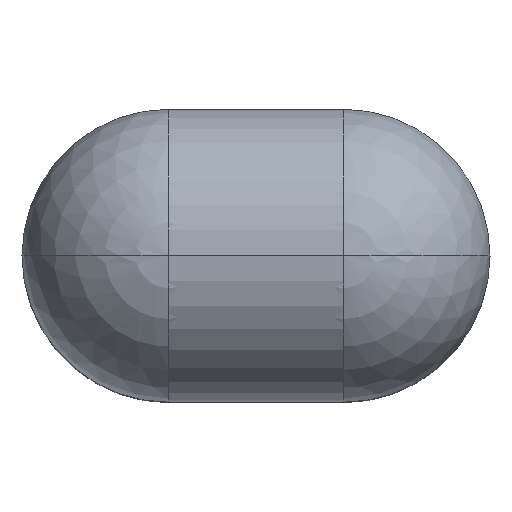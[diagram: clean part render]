
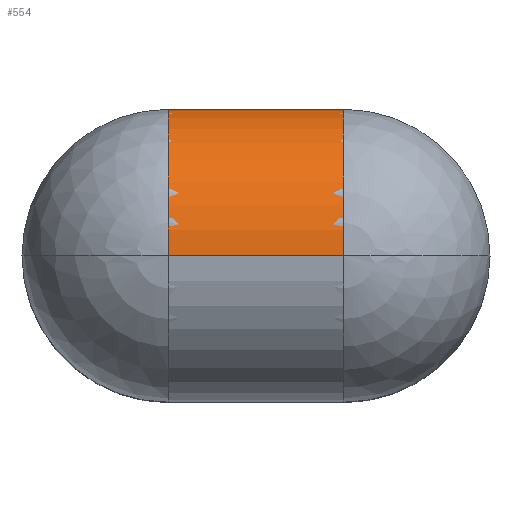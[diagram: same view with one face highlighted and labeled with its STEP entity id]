
A CAD part, top view. The second image highlights one B-rep face of the part: STEP entity #554.
In plain terms, the highlighted cylindrical face has radius 1.59 mm (diameter 3.18 mm), a partial arc.
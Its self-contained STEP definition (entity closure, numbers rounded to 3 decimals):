
#463=CARTESIAN_POINT('',(-0.95,0.,8.12));
#464=VERTEX_POINT('',#463);
#465=CARTESIAN_POINT('',(0.95,0.,8.12));
#466=VERTEX_POINT('',#465);
#467=CARTESIAN_POINT('',(-0.95,0.,8.12));
#468=DIRECTION('',(1.0,0.0,0.0));
#469=VECTOR('',#468,1.9);
#470=LINE('',#467,#469);
#471=EDGE_CURVE('',#464,#466,#470,.T.);
#505=CARTESIAN_POINT('',(0.95,1.59,6.53));
#506=VERTEX_POINT('',#505);
#514=CARTESIAN_POINT('',(-0.95,1.59,6.53));
#515=VERTEX_POINT('',#514);
#522=CARTESIAN_POINT('',(-0.95,1.59,6.53));
#523=DIRECTION('',(1.0,0.0,0.0));
#524=VECTOR('',#523,1.9);
#525=LINE('',#522,#524);
#526=EDGE_CURVE('',#515,#506,#525,.T.);
#531=CARTESIAN_POINT('',(-1.045,0.,6.53));
#532=DIRECTION('',(1.0,0.0,0.0));
#533=DIRECTION('',(0.0,0.0,1.0));
#534=AXIS2_PLACEMENT_3D('',#531,#532,#533);
#535=CYLINDRICAL_SURFACE('',#534,1.59);
#536=ORIENTED_EDGE('',*,*,#471,.T.);
#537=CARTESIAN_POINT('',(0.95,0.,6.53));
#538=DIRECTION('',(-1.0,0.0,0.0));
#539=DIRECTION('',(0.0,0.0,1.0));
#540=AXIS2_PLACEMENT_3D('',#537,#538,#539);
#541=CIRCLE('',#540,1.59);
#542=EDGE_CURVE('',#466,#506,#541,.T.);
#543=ORIENTED_EDGE('',*,*,#542,.T.);
#544=ORIENTED_EDGE('',*,*,#526,.F.);
#545=CARTESIAN_POINT('',(-0.95,0.,6.53));
#546=DIRECTION('',(1.0,0.0,0.0));
#547=DIRECTION('',(0.0,0.0,1.0));
#548=AXIS2_PLACEMENT_3D('',#545,#546,#547);
#549=CIRCLE('',#548,1.59);
#550=EDGE_CURVE('',#515,#464,#549,.T.);
#551=ORIENTED_EDGE('',*,*,#550,.T.);
#552=EDGE_LOOP('',(#536,#543,#544,#551));
#553=FACE_OUTER_BOUND('',#552,.T.);
#554=ADVANCED_FACE('',(#553),#535,.T.);
